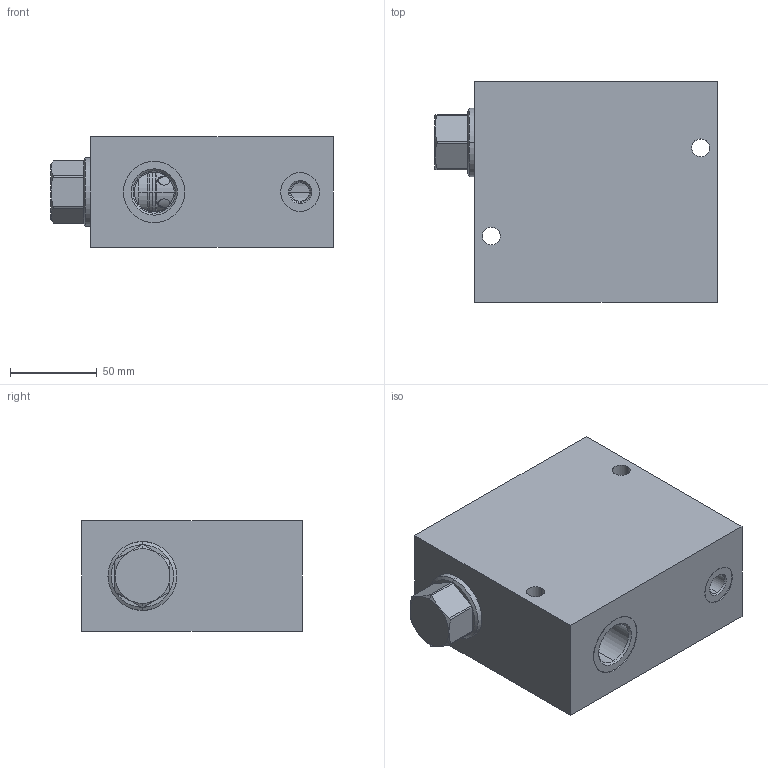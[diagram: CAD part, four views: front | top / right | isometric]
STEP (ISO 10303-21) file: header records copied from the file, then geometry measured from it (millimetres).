
FILE_DESCRIPTION((''),'2;1');
FILE_NAME('H2W_ASM','2022-01-21T',('ProEService'),(''),'PRO/ENGINEER BY PARAMETRIC TECHNOLOGY CORPORATION, 2014200','PRO/ENGINEER BY PARAMETRIC TECHNOLOGY CORPORATION, 2014200','');
FILE_SCHEMA(('CONFIG_CONTROL_DESIGN'));
Length unit declared in the file: inch
Products named in the file (3): 150-755-007; CXGDXCN; H2W_ASM
Assembly tree (2 placements, depth 2):
  H2W_ASM
    150-755-007
    CXGDXCN
Bounding box: 162.74 x 127 x 63.5 mm (x, y, z)
Volume: 967010.5 mm3; surface area: 115626.5 mm2
Topology: 3 solids, 3 shells, 280 faces, 891 edges, 733 vertices
Faces by surface type: cylinder 135, cone 62, plane 51, torus 26, revolution 6
Entity records: 11314 total; most frequent: CARTESIAN_POINT 3499, DIRECTION 1695, ORIENTED_EDGE 1278, EDGE_CURVE 639, AXIS2_PLACEMENT_3D 612, VECTOR 465, LINE 465, VERTEX_POINT 385
